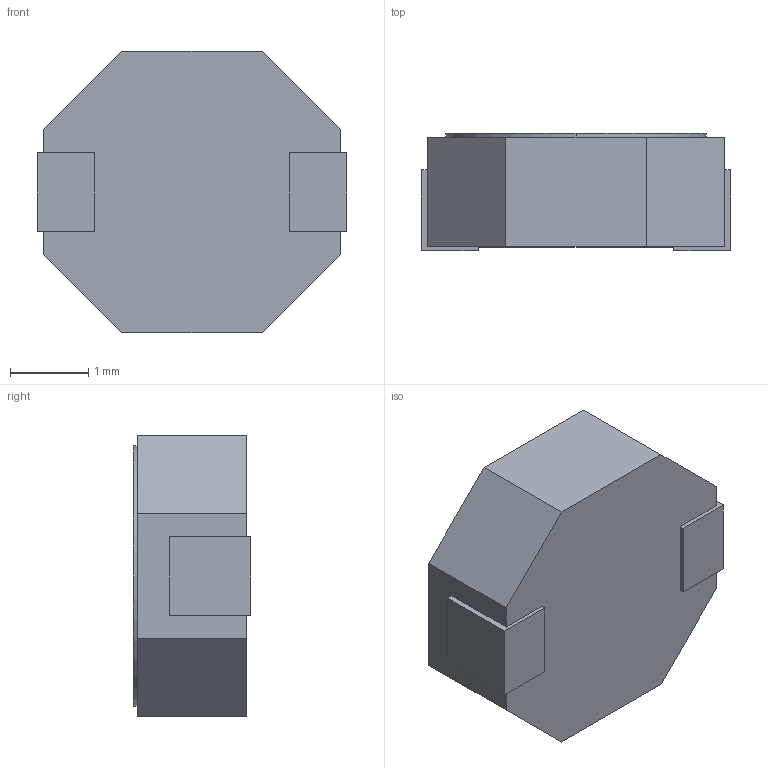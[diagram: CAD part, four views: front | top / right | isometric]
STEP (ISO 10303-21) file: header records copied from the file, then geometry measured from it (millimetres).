
FILE_DESCRIPTION (( 'STEP AP214' ), '1' );
FILE_NAME ('vlf4104.STEP', '2018-09-24T22:37:02', ( '' ), ( '' ), 'SwSTEP 2.0', 'SolidWorks 2015', '' );
FILE_SCHEMA (( 'AUTOMOTIVE_DESIGN' ));
Length unit declared in the file: millimetre
Products named in the file (1): vlf4104
Bounding box: 3.95 x 1.5 x 3.6 mm (x, y, z)
Volume: 17 mm3; surface area: 42.4 mm2
Topology: 1 solids, 1 shells, 65 faces, 171 edges, 114 vertices
Faces by surface type: plane 58, bspline 5, cylinder 2
Entity records: 3016 total; most frequent: CARTESIAN_POINT 684, ORIENTED_EDGE 342, DIRECTION 287, EDGE_CURVE 171, VECTOR 157, LINE 157, VERTEX_POINT 114, EDGE_LOOP 71
